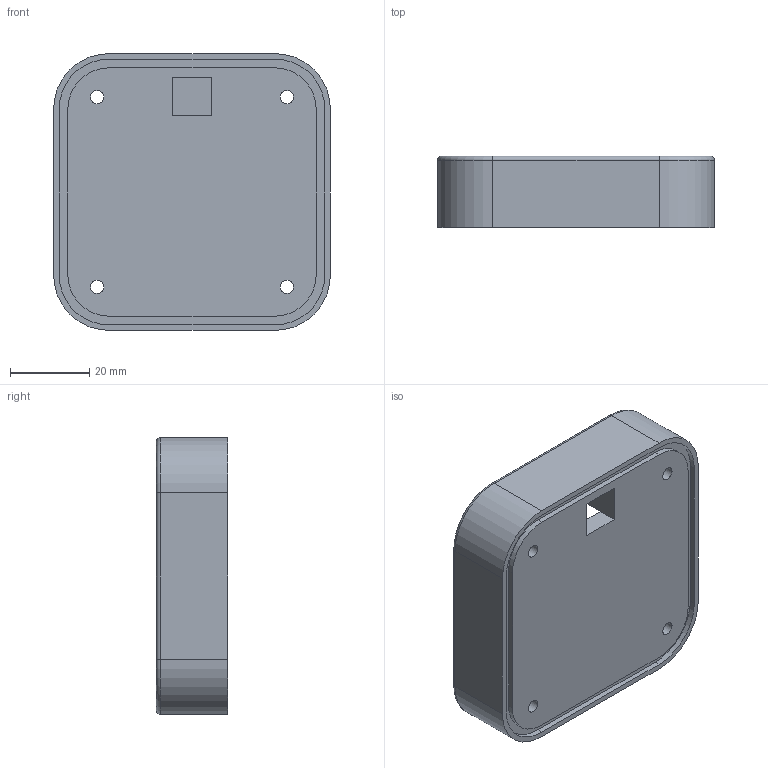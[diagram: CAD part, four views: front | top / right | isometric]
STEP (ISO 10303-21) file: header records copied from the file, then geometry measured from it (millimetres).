
FILE_DESCRIPTION(/* description */ (''),/* implementation_level */ '2;1');
FILE_NAME(/* name */ 'LD06-mount.step',/* time_stamp */ '2022-01-28T11:54:08+01:00',/* author */ (''),/* organization */ (''),/* preprocessor_version */ 'ST-DEVELOPER v18.1',/* originating_system */ 'Autodesk Translation Framework v10.13.0.1454',/* authorisation */ '');
FILE_SCHEMA (('AUTOMOTIVE_DESIGN { 1 0 10303 214 3 1 1 }'));
Length unit declared in the file: millimetre
Products named in the file (1): LD06-mount
Bounding box: 70 x 18 x 70 mm (x, y, z)
Volume: 62480.3 mm3; surface area: 17653.2 mm2
Topology: 1 solids, 1 shells, 74 faces, 174 edges, 110 vertices
Faces by surface type: plane 36, cylinder 26, bspline 8, torus 4
Full cylindrical faces by diameter (mm): 3.1 x2, 3.3 x4, 6 x4
Entity records: 2251 total; most frequent: CARTESIAN_POINT 487, DIRECTION 360, ORIENTED_EDGE 348, EDGE_CURVE 174, AXIS2_PLACEMENT_3D 127, VERTEX_POINT 110, LINE 106, VECTOR 106
